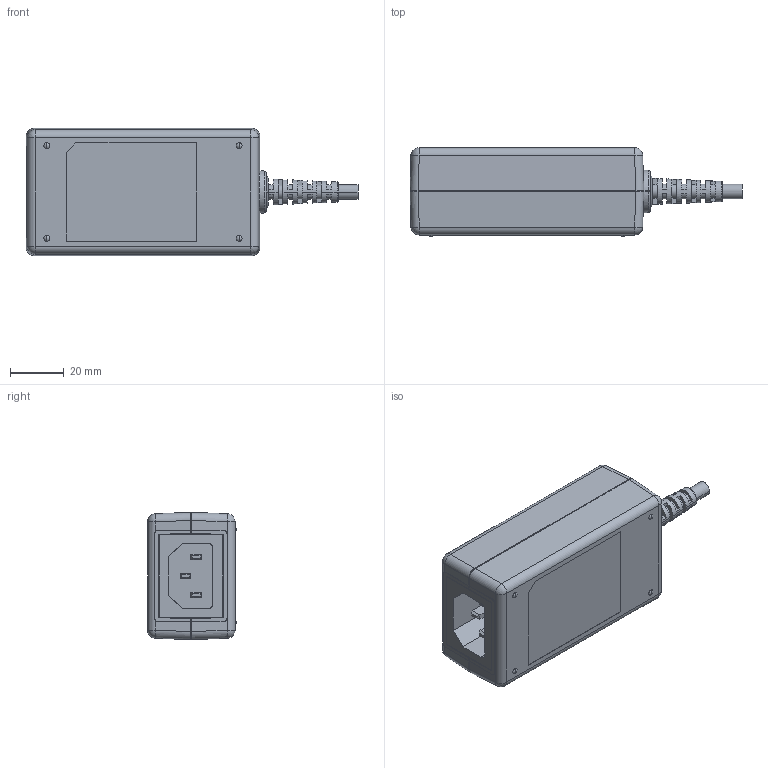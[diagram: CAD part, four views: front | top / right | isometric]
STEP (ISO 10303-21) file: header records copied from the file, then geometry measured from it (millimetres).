
FILE_DESCRIPTION((''),'2;1');
FILE_NAME('GTM96180-DESKTOP_ASM','2022-01-20T13:23:18',('jirenqiang'),(''),'CREO PARAMETRIC BY PTC INC, 2018050','CREO PARAMETRIC BY PTC INC, 2018050','');
FILE_SCHEMA(('CONFIG_CONTROL_DESIGN'));
Length unit declared in the file: millimetre
Products named in the file (8): BTM-HOUSING; PCB; TOP-HOUSING; INLET-C14; SR-00001; HS; LED-LENS; GTM96180-DESKTOP_ASM
Assembly tree (7 placements, depth 2):
  GTM96180-DESKTOP_ASM
    BTM-HOUSING
    PCB
    TOP-HOUSING
    INLET-C14
    SR-00001
    HS
    LED-LENS
Bounding box: 123.5 x 33 x 47.3 mm (x, y, z)
Volume: 46660 mm3; surface area: 50732.6 mm2
Topology: 7 solids, 7 shells, 887 faces, 2287 edges, 1439 vertices
Faces by surface type: plane 508, cylinder 253, bspline 48, sphere 40, cone 20, torus 14, extrusion 4
Entity records: 29994 total; most frequent: CARTESIAN_POINT 8304, ORIENTED_EDGE 4558, DIRECTION 4283, EDGE_CURVE 2279, VECTOR 1541, LINE 1537, VERTEX_POINT 1439, AXIS2_PLACEMENT_3D 1371
